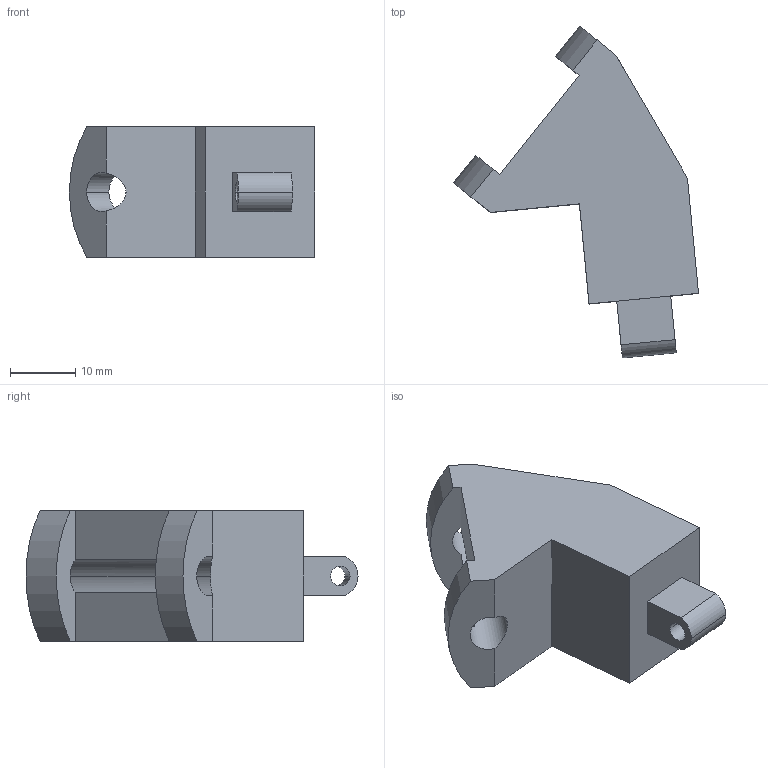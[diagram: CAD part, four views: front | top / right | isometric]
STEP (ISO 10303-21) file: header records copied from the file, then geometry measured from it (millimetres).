
FILE_DESCRIPTION (( 'STEP AP203' ), '1' );
FILE_NAME ('Serdeczny_srodrencze_matlab_Domyœlna_sldprt.STEP', '2020-06-09T22:46:53', ( '' ), ( '' ), 'SwSTEP 2.0', 'SolidWorks 2018', '' );
FILE_SCHEMA (( 'CONFIG_CONTROL_DESIGN' ));
Length unit declared in the file: millimetre
Products named in the file (1): Serdeczny_srodrencze_matlab_Domyœlna_sldprt
Bounding box: 37.49 x 50.79 x 20 mm (x, y, z)
Volume: 14061.9 mm3; surface area: 4696 mm2
Topology: 1 solids, 1 shells, 25 faces, 78 edges, 52 vertices
Faces by surface type: plane 17, cylinder 8
Entity records: 961 total; most frequent: CARTESIAN_POINT 168, ORIENTED_EDGE 156, DIRECTION 146, EDGE_CURVE 78, VECTOR 54, LINE 54, VERTEX_POINT 52, AXIS2_PLACEMENT_3D 46
